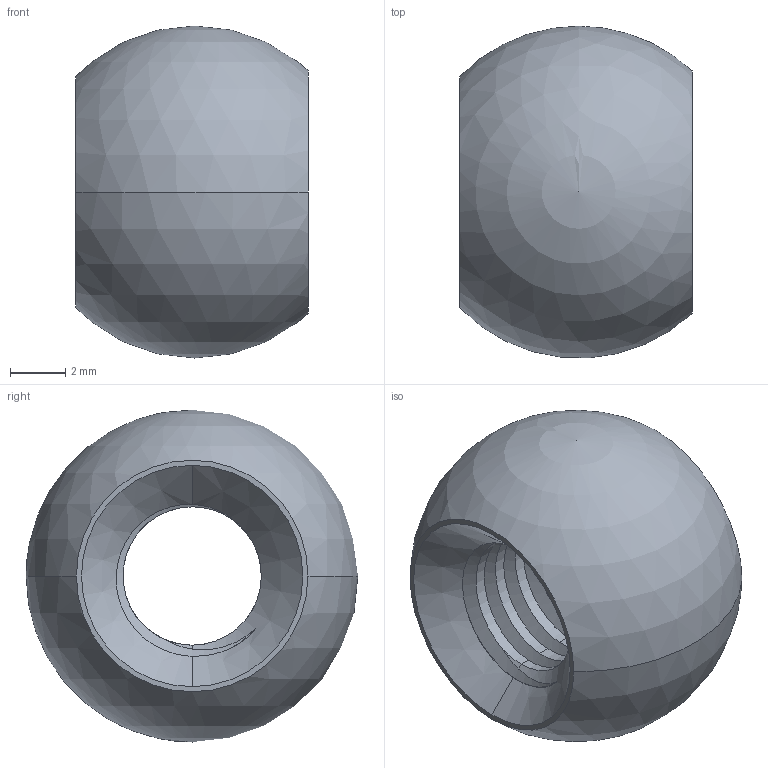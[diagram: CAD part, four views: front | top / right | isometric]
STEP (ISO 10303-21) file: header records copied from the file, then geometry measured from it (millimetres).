
FILE_DESCRIPTION (( 'STEP AP203' ), '1' );
FILE_NAME ('703.12.ME.STEP', '2017-12-26T06:08:49', ( '' ), ( '' ), 'SwSTEP 2.0', 'SolidWorks 2012', '' );
FILE_SCHEMA (( 'CONFIG_CONTROL_DESIGN' ));
Length unit declared in the file: millimetre
Products named in the file (1): 703.12.ME
Bounding box: 8.4 x 11.99 x 12 mm (x, y, z)
Volume: 573.5 mm3; surface area: 561.8 mm2
Topology: 1 solids, 1 shells, 24 faces, 70 edges, 46 vertices
Faces by surface type: cylinder 12, cone 5, bspline 3, sphere 2, plane 2
Entity records: 2284 total; most frequent: CARTESIAN_POINT 1691, ORIENTED_EDGE 130, DIRECTION 86, EDGE_CURVE 65, VERTEX_POINT 43, AXIS2_PLACEMENT_3D 35, EDGE_LOOP 26, FACE_OUTER_BOUND 24
